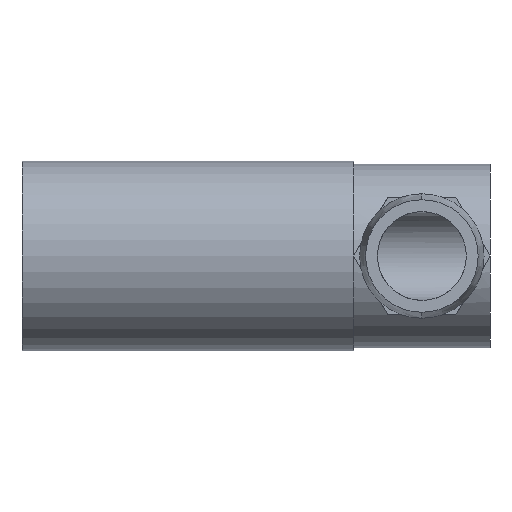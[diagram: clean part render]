
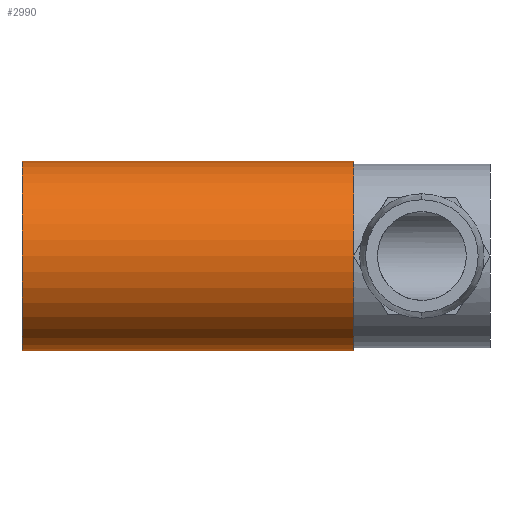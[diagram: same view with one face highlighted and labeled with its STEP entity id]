
A CAD part, front view. The second image highlights one B-rep face of the part: STEP entity #2990.
In plain terms, the highlighted cylindrical face has radius 16 mm (diameter 32 mm), a partial arc.
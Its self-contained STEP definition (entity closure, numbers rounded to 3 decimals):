
#388 = VECTOR ( 'NONE', #3362, 1000. ) ;
#596 = EDGE_CURVE ( 'NONE', #623, #6728, #5843, .T. ) ;
#622 = DIRECTION ( 'NONE',  ( -1., 0., 0. ) ) ;
#623 = VERTEX_POINT ( 'NONE', #3557 ) ;
#632 = CARTESIAN_POINT ( 'NONE',  ( 56., 0., -16. ) ) ;
#951 = CARTESIAN_POINT ( 'NONE',  ( 0., 0., 0. ) ) ;
#1044 = DIRECTION ( 'NONE',  ( -1., 0., 0. ) ) ;
#1423 = CARTESIAN_POINT ( 'NONE',  ( 56., 0., 16. ) ) ;
#1820 = CARTESIAN_POINT ( 'NONE',  ( 0., 0., -16. ) ) ;
#2179 = AXIS2_PLACEMENT_3D ( 'NONE', #3905, #622, #5832 ) ;
#2990 = ADVANCED_FACE ( 'NONE', ( #6836 ), #4909, .T. ) ;
#3362 = DIRECTION ( 'NONE',  ( -1., 0., 0. ) ) ;
#3557 = CARTESIAN_POINT ( 'NONE',  ( 0., 0., -16. ) ) ;
#3576 = ORIENTED_EDGE ( 'NONE', *, *, #7586, .T. ) ;
#3799 = CIRCLE ( 'NONE', #2179, 16. ) ;
#3905 = CARTESIAN_POINT ( 'NONE',  ( 56., 0., 0. ) ) ;
#4188 = VERTEX_POINT ( 'NONE', #632 ) ;
#4625 = EDGE_CURVE ( 'NONE', #6134, #6728, #4633, .T. ) ;
#4633 = LINE ( 'NONE', #7156, #388 ) ;
#4909 = CYLINDRICAL_SURFACE ( 'NONE', #6531, 16. ) ;
#5004 = ORIENTED_EDGE ( 'NONE', *, *, #8015, .F. ) ;
#5453 = ORIENTED_EDGE ( 'NONE', *, *, #4625, .T. ) ;
#5474 = DIRECTION ( 'NONE',  ( -1., 0., 0. ) ) ;
#5832 = DIRECTION ( 'NONE',  ( 0., 0., 1. ) ) ;
#5843 = CIRCLE ( 'NONE', #8025, 16. ) ;
#5879 = EDGE_LOOP ( 'NONE', ( #5004, #3576, #5453, #5958 ) ) ;
#5958 = ORIENTED_EDGE ( 'NONE', *, *, #596, .F. ) ;
#6134 = VERTEX_POINT ( 'NONE', #1423 ) ;
#6196 = DIRECTION ( 'NONE',  ( 0., 0., 1. ) ) ;
#6366 = DIRECTION ( 'NONE',  ( -1., 0., 0. ) ) ;
#6531 = AXIS2_PLACEMENT_3D ( 'NONE', #7555, #6366, #6196 ) ;
#6728 = VERTEX_POINT ( 'NONE', #7587 ) ;
#6836 = FACE_OUTER_BOUND ( 'NONE', #5879, .T. ) ;
#7156 = CARTESIAN_POINT ( 'NONE',  ( 0., 0., 16. ) ) ;
#7526 = LINE ( 'NONE', #1820, #8444 ) ;
#7555 = CARTESIAN_POINT ( 'NONE',  ( 0., 0., 0. ) ) ;
#7586 = EDGE_CURVE ( 'NONE', #4188, #6134, #3799, .T. ) ;
#7587 = CARTESIAN_POINT ( 'NONE',  ( 0., 0., 16. ) ) ;
#8015 = EDGE_CURVE ( 'NONE', #4188, #623, #7526, .T. ) ;
#8025 = AXIS2_PLACEMENT_3D ( 'NONE', #951, #5474, #8162 ) ;
#8162 = DIRECTION ( 'NONE',  ( 0., 0., 1. ) ) ;
#8444 = VECTOR ( 'NONE', #1044, 1000. ) ;
